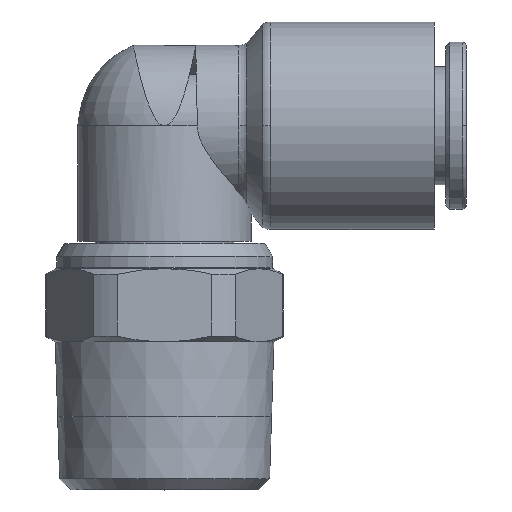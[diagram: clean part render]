
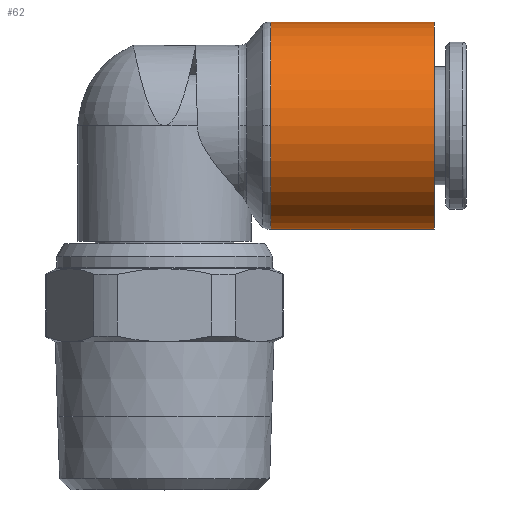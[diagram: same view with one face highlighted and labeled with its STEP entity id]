
A CAD part, top view. The second image highlights one B-rep face of the part: STEP entity #62.
In plain terms, the highlighted cylindrical face has radius 8.083 mm (diameter 16.166 mm), a partial arc.
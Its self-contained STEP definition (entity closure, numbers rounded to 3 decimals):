
#62=ADVANCED_FACE('',(#167),#168,.T.);
#167=FACE_OUTER_BOUND('',#353,.T.);
#168=CYLINDRICAL_SURFACE('',#354,8.083);
#353=EDGE_LOOP('',(#623,#624,#625,#626,#627));
#354=AXIS2_PLACEMENT_3D('',#628,#629,#630);
#623=ORIENTED_EDGE('',*,*,#1256,.F.);
#624=ORIENTED_EDGE('',*,*,#1257,.T.);
#625=ORIENTED_EDGE('',*,*,#1258,.T.);
#626=ORIENTED_EDGE('',*,*,#1259,.F.);
#627=ORIENTED_EDGE('',*,*,#1260,.F.);
#628=CARTESIAN_POINT('',(14.638,28.359,0.0));
#629=DIRECTION('',(1.0,0.0,0.0));
#630=DIRECTION('',(0.0,1.0,0.0));
#1256=EDGE_CURVE('',#1521,#1522,#1523,.T.);
#1257=EDGE_CURVE('',#1521,#1524,#1525,.T.);
#1258=EDGE_CURVE('',#1524,#1526,#1527,.T.);
#1259=EDGE_CURVE('',#1528,#1526,#1529,.T.);
#1260=EDGE_CURVE('',#1522,#1528,#1530,.T.);
#1521=VERTEX_POINT('',#2140);
#1522=VERTEX_POINT('',#2141);
#1523=LINE('',#2142,#2143);
#1524=VERTEX_POINT('',#2144);
#1525=CIRCLE('',#2145,8.083);
#1526=VERTEX_POINT('',#2146);
#1527=CIRCLE('',#2147,8.083);
#1528=VERTEX_POINT('',#2148);
#1529=LINE('',#2149,#2150);
#1530=CIRCLE('',#2151,8.083);
#2140=CARTESIAN_POINT('',(8.254,36.442,0.0));
#2141=CARTESIAN_POINT('',(21.022,36.442,0.0));
#2142=CARTESIAN_POINT('',(14.638,36.442,0.));
#2143=VECTOR('',#3002,1.0);
#2144=CARTESIAN_POINT('',(8.254,28.359,8.083));
#2145=AXIS2_PLACEMENT_3D('',#3003,#3004,#3005);
#2146=CARTESIAN_POINT('',(8.254,20.276,0.));
#2147=AXIS2_PLACEMENT_3D('',#3006,#3007,#3008);
#2148=CARTESIAN_POINT('',(21.022,20.276,0.));
#2149=CARTESIAN_POINT('',(14.638,20.276,0.));
#2150=VECTOR('',#3009,1.0);
#2151=AXIS2_PLACEMENT_3D('',#3010,#3011,#3012);
#3002=DIRECTION('',(1.0,0.0,0.0));
#3003=CARTESIAN_POINT('',(8.254,28.359,0.0));
#3004=DIRECTION('',(1.0,0.0,0.0));
#3005=DIRECTION('',(0.0,1.0,0.0));
#3006=CARTESIAN_POINT('',(8.254,28.359,0.0));
#3007=DIRECTION('',(1.0,0.0,0.0));
#3008=DIRECTION('',(0.0,1.0,0.0));
#3009=DIRECTION('',(-1.0,-0.0,-0.0));
#3010=CARTESIAN_POINT('',(21.022,28.359,0.0));
#3011=DIRECTION('',(1.0,0.0,0.0));
#3012=DIRECTION('',(0.0,1.0,0.0));
